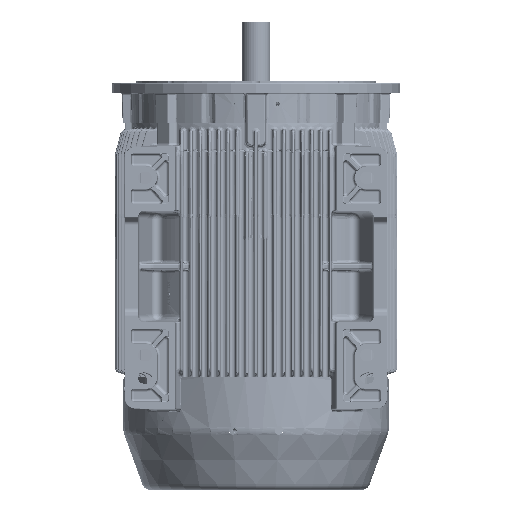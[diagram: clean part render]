
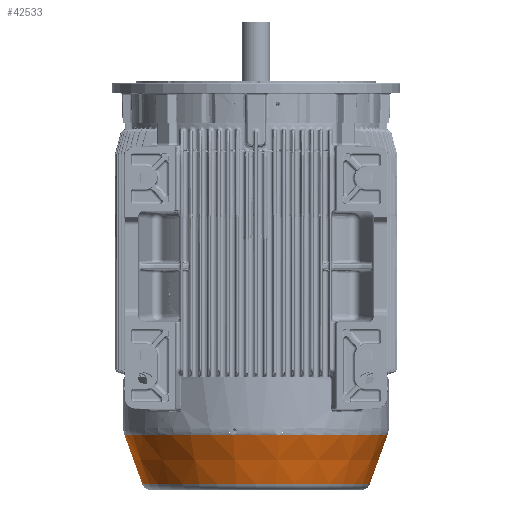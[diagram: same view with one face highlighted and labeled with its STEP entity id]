
A CAD part, front view. The second image highlights one B-rep face of the part: STEP entity #42533.
In plain terms, the highlighted conical face has half-angle 20 degrees and reference radius 259.882 mm.
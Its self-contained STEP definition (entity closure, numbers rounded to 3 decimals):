
#1646=CONICAL_SURFACE('',#159321,259.882,20.);
#39237=FACE_BOUND('',#57419,.T.);
#39238=FACE_BOUND('',#57420,.T.);
#42533=ADVANCED_FACE('',(#39237,#39238),#1646,.T.);
#57419=EDGE_LOOP('',(#74615));
#57420=EDGE_LOOP('',(#74616));
#74615=ORIENTED_EDGE('',*,*,#131160,.T.);
#74616=ORIENTED_EDGE('',*,*,#131158,.F.);
#112612=VERTEX_POINT('',#220245);
#112614=VERTEX_POINT('',#220250);
#131158=EDGE_CURVE('',#112612,#112612,#154439,.T.);
#131160=EDGE_CURVE('',#112614,#112614,#154441,.T.);
#154439=CIRCLE('',#159317,259.882);
#154441=CIRCLE('',#159320,300.485);
#159317=AXIS2_PLACEMENT_3D('',#220244,#172935,#172936);
#159320=AXIS2_PLACEMENT_3D('',#220249,#172941,#172942);
#159321=AXIS2_PLACEMENT_3D('',#220251,#172943,#172944);
#172935=DIRECTION('',(0.,0.,-1.));
#172936=DIRECTION('',(-1.,0.,0.));
#172941=DIRECTION('',(0.,0.,-1.));
#172942=DIRECTION('',(-1.,0.,0.));
#172943=DIRECTION('',(0.,0.,1.));
#172944=DIRECTION('',(1.,0.,0.));
#220244=CARTESIAN_POINT('',(0.,0.,-916.84));
#220245=CARTESIAN_POINT('',(-259.882,0.,-916.84));
#220249=CARTESIAN_POINT('',(0.,0.,-805.285));
#220250=CARTESIAN_POINT('',(-300.485,0.,-805.285));
#220251=CARTESIAN_POINT('',(0.,0.,-916.84));
